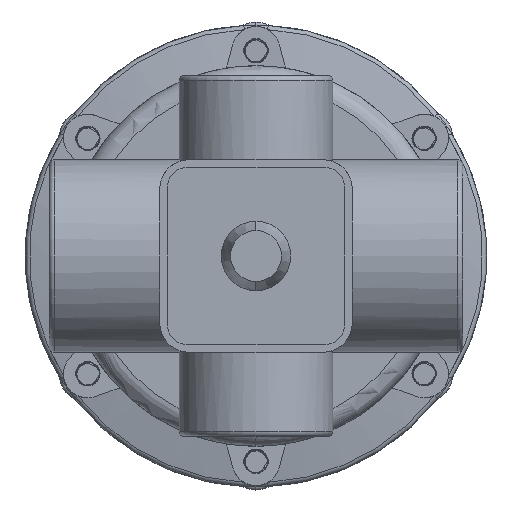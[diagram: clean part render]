
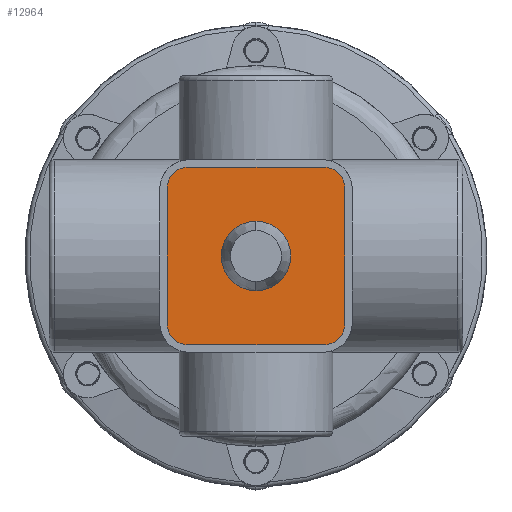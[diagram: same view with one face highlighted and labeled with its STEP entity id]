
A CAD part, front view. The second image highlights one B-rep face of the part: STEP entity #12964.
In plain terms, the highlighted planar face has unit normal (0, -1, 0).
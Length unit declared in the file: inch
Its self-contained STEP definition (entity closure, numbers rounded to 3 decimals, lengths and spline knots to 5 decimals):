
#1197 = CARTESIAN_POINT ( 'NONE',  ( -0.77237, -3.83484, 1.17522 ) ) ;
#3464 = DIRECTION ( 'NONE',  ( 0., 0., 1. ) ) ;
#5604 = EDGE_CURVE ( 'NONE', #35736, #7069, #19386, .T. ) ;
#5640 = LINE ( 'NONE', #1197, #44043 ) ;
#6465 = CARTESIAN_POINT ( 'NONE',  ( -0.77237, -3.83484, 1.17522 ) ) ;
#7069 = VERTEX_POINT ( 'NONE', #17702 ) ;
#7868 = EDGE_CURVE ( 'NONE', #16123, #20652, #53833, .T. ) ;
#8022 = ORIENTED_EDGE ( 'NONE', *, *, #28787, .F. ) ;
#8029 = CARTESIAN_POINT ( 'NONE',  ( -0.63187, -3.83484, 0.15972 ) ) ;
#8887 = CIRCLE ( 'NONE', #26326, 0.1405 ) ;
#8943 = ORIENTED_EDGE ( 'NONE', *, *, #16204, .T. ) ;
#9282 = CARTESIAN_POINT ( 'NONE',  ( -0.63187, -3.83484, 0.15972 ) ) ;
#10396 = DIRECTION ( 'NONE',  ( 0., 0., -1. ) ) ;
#11505 = VERTEX_POINT ( 'NONE', #9282 ) ;
#11581 = EDGE_CURVE ( 'NONE', #7069, #34324, #52794, .T. ) ;
#12814 = CIRCLE ( 'NONE', #42222, 0.1405 ) ;
#12964 = ADVANCED_FACE ( 'NONE', ( #18052, #46644 ), #32949, .T. ) ;
#13792 = DIRECTION ( 'NONE',  ( 0., 0., -1. ) ) ;
#14049 = CARTESIAN_POINT ( 'NONE',  ( -1.20987, -3.83484, 0.82222 ) ) ;
#14515 = ORIENTED_EDGE ( 'NONE', *, *, #7868, .T. ) ;
#14581 = EDGE_CURVE ( 'NONE', #34324, #11505, #12814, .T. ) ;
#15639 = DIRECTION ( 'NONE',  ( 1., 0., 0. ) ) ;
#16123 = VERTEX_POINT ( 'NONE', #55234 ) ;
#16204 = EDGE_CURVE ( 'NONE', #11505, #16123, #21685, .T. ) ;
#16466 = CARTESIAN_POINT ( 'NONE',  ( -1.64737, -3.83484, 1.03472 ) ) ;
#16955 = CARTESIAN_POINT ( 'NONE',  ( -0.77237, -3.83484, 0.15972 ) ) ;
#17702 = CARTESIAN_POINT ( 'NONE',  ( -1.64737, -3.83484, 0.01922 ) ) ;
#17965 = CARTESIAN_POINT ( 'NONE',  ( -1.20987, -3.83484, 0.59722 ) ) ;
#18052 = FACE_BOUND ( 'NONE', #26477, .T. ) ;
#19386 = CIRCLE ( 'NONE', #31741, 0.1405 ) ;
#19422 = EDGE_CURVE ( 'NONE', #58537, #35736, #46321, .T. ) ;
#20652 = VERTEX_POINT ( 'NONE', #6465 ) ;
#20717 = CARTESIAN_POINT ( 'NONE',  ( -1.64737, -3.83484, 0.15972 ) ) ;
#21208 = ORIENTED_EDGE ( 'NONE', *, *, #22308, .F. ) ;
#21283 = DIRECTION ( 'NONE',  ( 0., 0., -1. ) ) ;
#21685 = LINE ( 'NONE', #8029, #31487 ) ;
#21780 = DIRECTION ( 'NONE',  ( 0., 0., -1. ) ) ;
#22236 = ORIENTED_EDGE ( 'NONE', *, *, #5604, .T. ) ;
#22308 = EDGE_CURVE ( 'NONE', #56038, #45046, #22716, .T. ) ;
#22654 = CARTESIAN_POINT ( 'NONE',  ( -1.64737, -3.83484, 1.03472 ) ) ;
#22716 = CIRCLE ( 'NONE', #28962, 0.225 ) ;
#22777 = DIRECTION ( 'NONE',  ( 0., 0., -1. ) ) ;
#23359 = DIRECTION ( 'NONE',  ( 0., -1., 0. ) ) ;
#25247 = CARTESIAN_POINT ( 'NONE',  ( -1.20987, -3.83484, 0.59722 ) ) ;
#25574 = DIRECTION ( 'NONE',  ( 0., 0., -1. ) ) ;
#26326 = AXIS2_PLACEMENT_3D ( 'NONE', #16466, #50105, #21283 ) ;
#26477 = EDGE_LOOP ( 'NONE', ( #8022, #21208 ) ) ;
#28787 = EDGE_CURVE ( 'NONE', #45046, #56038, #46810, .T. ) ;
#28962 = AXIS2_PLACEMENT_3D ( 'NONE', #17965, #51624, #22777 ) ;
#30086 = DIRECTION ( 'NONE',  ( 0., 0., -1. ) ) ;
#30092 = CARTESIAN_POINT ( 'NONE',  ( -0.77237, -3.83484, 0.01922 ) ) ;
#30710 = EDGE_LOOP ( 'NONE', ( #52971, #51567, #22236, #39071, #31687, #8943, #14515, #45223 ) ) ;
#31487 = VECTOR ( 'NONE', #3464, 39.37008 ) ;
#31687 = ORIENTED_EDGE ( 'NONE', *, *, #14581, .T. ) ;
#31741 = AXIS2_PLACEMENT_3D ( 'NONE', #20717, #54399, #25574 ) ;
#32949 = PLANE ( 'NONE',  #36129 ) ;
#34324 = VERTEX_POINT ( 'NONE', #30092 ) ;
#35736 = VERTEX_POINT ( 'NONE', #60228 ) ;
#36129 = AXIS2_PLACEMENT_3D ( 'NONE', #22654, #42623, #13792 ) ;
#39071 = ORIENTED_EDGE ( 'NONE', *, *, #11581, .T. ) ;
#39697 = DIRECTION ( 'NONE',  ( -1., 0., 0. ) ) ;
#40023 = VECTOR ( 'NONE', #15639, 39.37008 ) ;
#42222 = AXIS2_PLACEMENT_3D ( 'NONE', #16955, #50585, #21780 ) ;
#42623 = DIRECTION ( 'NONE',  ( 0., -1., 0. ) ) ;
#43860 = CARTESIAN_POINT ( 'NONE',  ( -1.78787, -3.83484, 1.03472 ) ) ;
#44043 = VECTOR ( 'NONE', #39697, 39.37008 ) ;
#44816 = VECTOR ( 'NONE', #10396, 39.37008 ) ;
#45046 = VERTEX_POINT ( 'NONE', #14049 ) ;
#45223 = ORIENTED_EDGE ( 'NONE', *, *, #60110, .T. ) ;
#46321 = LINE ( 'NONE', #43860, #44816 ) ;
#46644 = FACE_OUTER_BOUND ( 'NONE', #30710, .T. ) ;
#46810 = CIRCLE ( 'NONE', #58408, 0.225 ) ;
#47095 = EDGE_CURVE ( 'NONE', #59636, #58537, #8887, .T. ) ;
#49289 = CARTESIAN_POINT ( 'NONE',  ( -1.64737, -3.83484, 0.01922 ) ) ;
#50105 = DIRECTION ( 'NONE',  ( 0., -1., 0. ) ) ;
#50585 = DIRECTION ( 'NONE',  ( 0., -1., 0. ) ) ;
#51404 = CARTESIAN_POINT ( 'NONE',  ( -1.20987, -3.83484, 0.37222 ) ) ;
#51567 = ORIENTED_EDGE ( 'NONE', *, *, #19422, .T. ) ;
#51624 = DIRECTION ( 'NONE',  ( 0., -1., 0. ) ) ;
#52215 = CARTESIAN_POINT ( 'NONE',  ( -0.77237, -3.83484, 1.03472 ) ) ;
#52794 = LINE ( 'NONE', #49289, #40023 ) ;
#52971 = ORIENTED_EDGE ( 'NONE', *, *, #47095, .T. ) ;
#53833 = CIRCLE ( 'NONE', #59671, 0.1405 ) ;
#54399 = DIRECTION ( 'NONE',  ( 0., -1., 0. ) ) ;
#55234 = CARTESIAN_POINT ( 'NONE',  ( -0.63187, -3.83484, 1.03472 ) ) ;
#56038 = VERTEX_POINT ( 'NONE', #51404 ) ;
#57066 = DIRECTION ( 'NONE',  ( 0., 0., -1. ) ) ;
#58408 = AXIS2_PLACEMENT_3D ( 'NONE', #25247, #58919, #30086 ) ;
#58537 = VERTEX_POINT ( 'NONE', #60096 ) ;
#58919 = DIRECTION ( 'NONE',  ( 0., -1., 0. ) ) ;
#59553 = CARTESIAN_POINT ( 'NONE',  ( -1.64737, -3.83484, 1.17522 ) ) ;
#59636 = VERTEX_POINT ( 'NONE', #59553 ) ;
#59671 = AXIS2_PLACEMENT_3D ( 'NONE', #52215, #23359, #57066 ) ;
#60096 = CARTESIAN_POINT ( 'NONE',  ( -1.78787, -3.83484, 1.03472 ) ) ;
#60110 = EDGE_CURVE ( 'NONE', #20652, #59636, #5640, .T. ) ;
#60228 = CARTESIAN_POINT ( 'NONE',  ( -1.78787, -3.83484, 0.15972 ) ) ;
